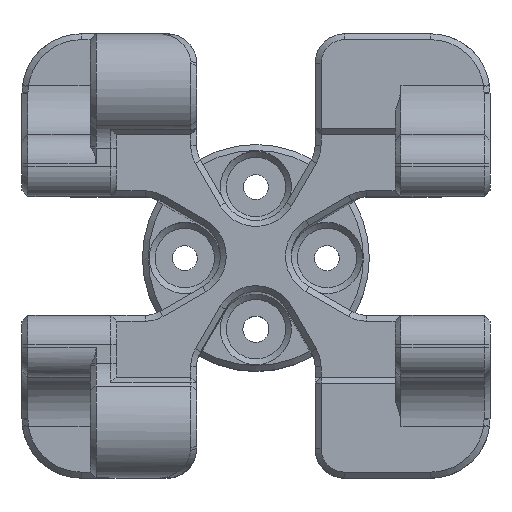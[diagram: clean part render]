
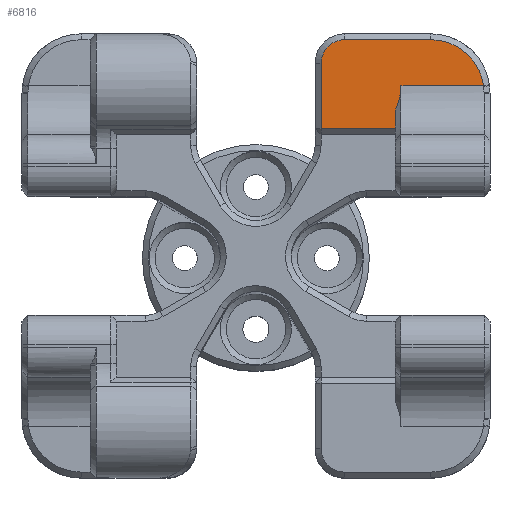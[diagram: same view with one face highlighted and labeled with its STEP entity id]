
A CAD part, top view. The second image highlights one B-rep face of the part: STEP entity #6816.
In plain terms, the highlighted planar face has unit normal (0, 0, 1).
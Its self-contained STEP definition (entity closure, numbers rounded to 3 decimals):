
#15=(
BOUNDED_CURVE()
B_SPLINE_CURVE(2,(#13355,#13356,#13357),.UNSPECIFIED.,.F.,.F.)
B_SPLINE_CURVE_WITH_KNOTS((3,3),(0.,0.222),.UNSPECIFIED.)
CURVE()
GEOMETRIC_REPRESENTATION_ITEM()
RATIONAL_B_SPLINE_CURVE((1.,1.028,1.))
REPRESENTATION_ITEM('')
);
#591=PLANE('',#7306);
#931=FACE_OUTER_BOUND('',#1341,.T.);
#1341=EDGE_LOOP('',(#5803,#5804,#5805,#5806,#5807,#5808,#5809,#5810));
#1594=CIRCLE('',#7239,4.5);
#1595=CIRCLE('',#7242,2.);
#1974=LINE('',#13480,#2524);
#2019=LINE('',#13884,#2569);
#2024=LINE('',#13894,#2574);
#2026=LINE('',#13900,#2576);
#2093=LINE('',#14134,#2643);
#2524=VECTOR('',#8306,10.);
#2569=VECTOR('',#8417,10.);
#2574=VECTOR('',#8428,10.);
#2576=VECTOR('',#8436,10.);
#2643=VECTOR('',#8629,10.);
#3191=VERTEX_POINT('',#13352);
#3192=VERTEX_POINT('',#13354);
#3224=VERTEX_POINT('',#13475);
#3249=VERTEX_POINT('',#13871);
#3253=VERTEX_POINT('',#13882);
#3254=VERTEX_POINT('',#13888);
#3255=VERTEX_POINT('',#13892);
#3256=VERTEX_POINT('',#13896);
#4008=EDGE_CURVE('',#3191,#3192,#15,.F.);
#4063=EDGE_CURVE('',#3191,#3224,#1974,.T.);
#4128=EDGE_CURVE('',#3253,#3249,#2019,.T.);
#4132=EDGE_CURVE('',#3254,#3224,#1594,.T.);
#4134=EDGE_CURVE('',#3255,#3254,#2024,.T.);
#4136=EDGE_CURVE('',#3256,#3255,#1595,.T.);
#4137=EDGE_CURVE('',#3249,#3256,#2026,.T.);
#4229=EDGE_CURVE('',#3253,#3192,#2093,.T.);
#5803=ORIENTED_EDGE('',*,*,#4132,.F.);
#5804=ORIENTED_EDGE('',*,*,#4134,.F.);
#5805=ORIENTED_EDGE('',*,*,#4136,.F.);
#5806=ORIENTED_EDGE('',*,*,#4137,.F.);
#5807=ORIENTED_EDGE('',*,*,#4128,.F.);
#5808=ORIENTED_EDGE('',*,*,#4229,.T.);
#5809=ORIENTED_EDGE('',*,*,#4008,.F.);
#5810=ORIENTED_EDGE('',*,*,#4063,.T.);
#6816=ADVANCED_FACE('',(#931),#591,.T.);
#7239=AXIS2_PLACEMENT_3D('',#13890,#8423,#8424);
#7242=AXIS2_PLACEMENT_3D('',#13898,#8432,#8433);
#7306=AXIS2_PLACEMENT_3D('',#14133,#8627,#8628);
#8306=DIRECTION('',(1.,0.,0.));
#8417=DIRECTION('',(-1.,0.,0.));
#8423=DIRECTION('center_axis',(0.,0.,-1.));
#8424=DIRECTION('ref_axis',(0.707,0.707,0.));
#8428=DIRECTION('',(1.,0.,0.));
#8432=DIRECTION('center_axis',(0.,0.,-1.));
#8433=DIRECTION('ref_axis',(-0.707,0.707,0.));
#8436=DIRECTION('',(0.,1.,0.));
#8627=DIRECTION('center_axis',(0.,0.,1.));
#8628=DIRECTION('ref_axis',(0.,-1.,0.));
#8629=DIRECTION('',(0.,1.,0.));
#13352=CARTESIAN_POINT('',(12.249,86.622,147.753));
#13354=CARTESIAN_POINT('',(11.749,84.471,147.753));
#13355=CARTESIAN_POINT('Ctrl Pts',(11.749,84.471,147.753));
#13356=CARTESIAN_POINT('Ctrl Pts',(12.249,85.604,147.753));
#13357=CARTESIAN_POINT('Ctrl Pts',(12.249,86.622,147.753));
#13475=CARTESIAN_POINT('',(19.218,86.622,147.753));
#13480=CARTESIAN_POINT('',(-19.739,86.622,147.753));
#13871=CARTESIAN_POINT('',(5.5,83.,147.753));
#13882=CARTESIAN_POINT('',(11.749,83.,147.753));
#13884=CARTESIAN_POINT('',(-3.995,83.,147.753));
#13888=CARTESIAN_POINT('',(14.761,90.497,147.753));
#13890=CARTESIAN_POINT('Origin',(14.761,85.997,147.753));
#13892=CARTESIAN_POINT('',(7.5,90.497,147.753));
#13894=CARTESIAN_POINT('',(-19.739,90.497,147.753));
#13896=CARTESIAN_POINT('',(5.5,88.497,147.753));
#13898=CARTESIAN_POINT('Origin',(7.5,88.497,147.753));
#13900=CARTESIAN_POINT('',(5.5,85.953,147.753));
#14133=CARTESIAN_POINT('Origin',(-19.739,90.997,147.753));
#14134=CARTESIAN_POINT('',(11.749,77.375,147.753));
